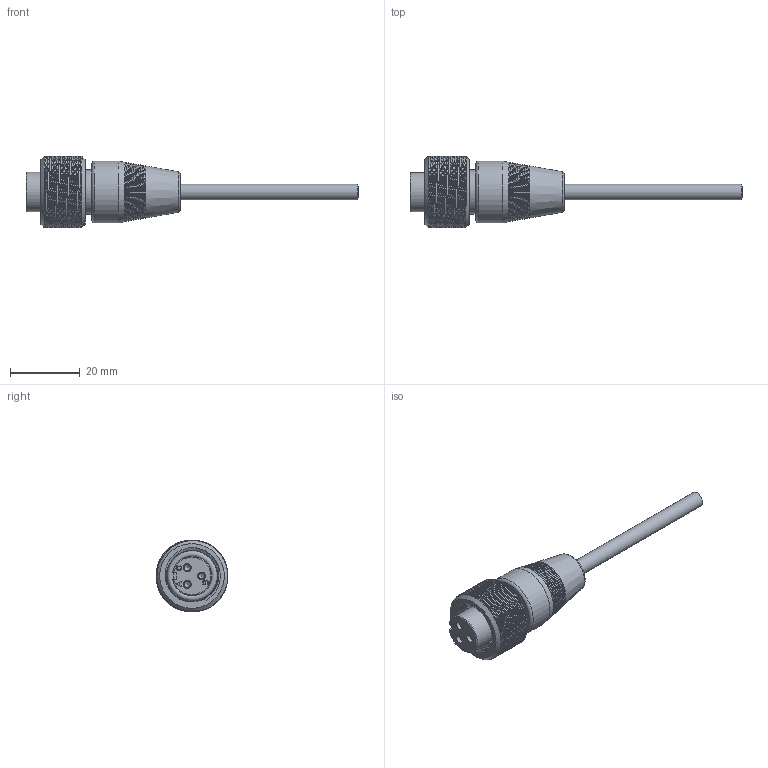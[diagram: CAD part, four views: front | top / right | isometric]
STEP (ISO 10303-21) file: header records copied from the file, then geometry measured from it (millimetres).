
FILE_DESCRIPTION(/* description */ (''),/* implementation_level */ '2;1');
FILE_NAME(/* name */ 'A3S.stp',/* time_stamp */ '2017-05-02T15:53:28-04:00',/* author */ ('aneininger'),/* organization */ (''),/* preprocessor_version */ 'ST-DEVELOPER v16.5',/* originating_system */ 'Autodesk Inventor 2017',/* authorisation */ '');
FILE_SCHEMA (('AUTOMOTIVE_DESIGN { 1 0 10303 214 3 1 1 }'));
Length unit declared in the file: inch
Products named in the file (1): A3S
Bounding box: 95.15 x 20.58 x 20.57 mm (x, y, z)
Volume: 9524.9 mm3; surface area: 5800.5 mm2
Topology: 1 solids, 1 shells, 382 faces, 708 edges, 387 vertices
Faces by surface type: cylinder 167, plane 147, cone 34, bspline 25, torus 9
Full cylindrical faces by diameter (mm): 0.127 x6, 0.128 x13, 0.203 x36, 1.448 x3, 1.727 x3, 2.286 x3, 3.2 x1, 3.353 x1, 4.47 x1, 12.649 x1, 12.827 x1, 14.605 x1, 15.875 x1, 17.78 x1
Entity records: 13538 total; most frequent: CARTESIAN_POINT 5865, DIRECTION 1633, ORIENTED_EDGE 1308, AXIS2_PLACEMENT_3D 737, EDGE_CURVE 596, EDGE_LOOP 531, ADVANCED_FACE 380, FACE_OUTER_BOUND 379
